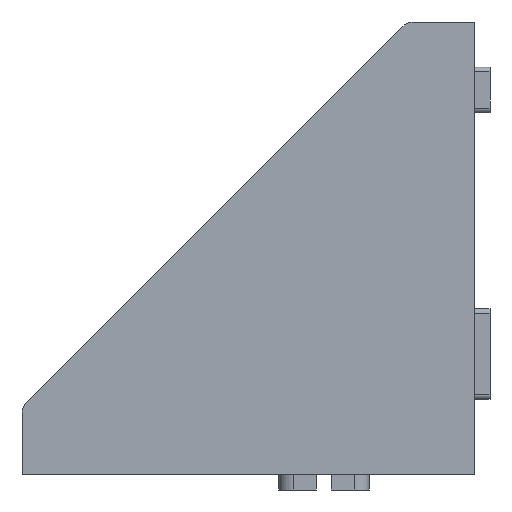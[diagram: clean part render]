
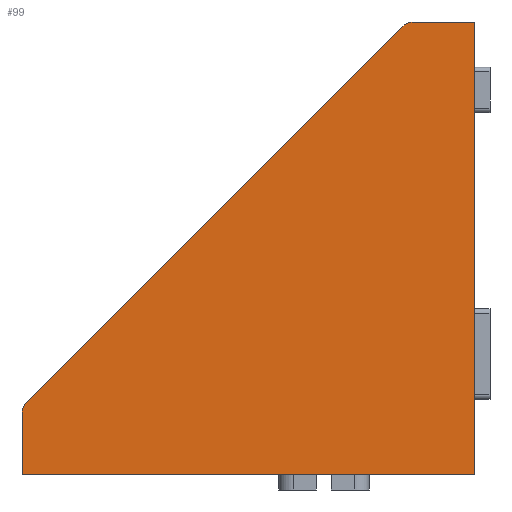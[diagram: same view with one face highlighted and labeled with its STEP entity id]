
A CAD part, left-side view. The second image highlights one B-rep face of the part: STEP entity #99.
In plain terms, the highlighted planar face has unit normal (-1, 0, 0).
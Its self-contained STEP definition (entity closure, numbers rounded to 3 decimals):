
#99 = ADVANCED_FACE( '', ( #194 ), #195, .F. );
#194 = FACE_OUTER_BOUND( '', #339, .T. );
#195 = PLANE( '', #340 );
#339 = EDGE_LOOP( '', ( #638, #639, #640, #641, #642, #643, #644 ) );
#340 = AXIS2_PLACEMENT_3D( '', #645, #646, #647 );
#638 = ORIENTED_EDGE( '', *, *, #1061, .T. );
#639 = ORIENTED_EDGE( '', *, *, #1104, .T. );
#640 = ORIENTED_EDGE( '', *, *, #1105, .F. );
#641 = ORIENTED_EDGE( '', *, *, #1106, .F. );
#642 = ORIENTED_EDGE( '', *, *, #1107, .F. );
#643 = ORIENTED_EDGE( '', *, *, #1108, .F. );
#644 = ORIENTED_EDGE( '', *, *, #1109, .F. );
#645 = CARTESIAN_POINT( '', ( -10., 0., 0. ) );
#646 = DIRECTION( '', ( 1., 0., 0. ) );
#647 = DIRECTION( '', ( 0., 0., -1. ) );
#1061 = EDGE_CURVE( '', #1292, #1289, #1293, .T. );
#1104 = EDGE_CURVE( '', #1289, #1357, #1358, .T. );
#1105 = EDGE_CURVE( '', #1359, #1357, #1360, .T. );
#1106 = EDGE_CURVE( '', #1361, #1359, #1362, .T. );
#1107 = EDGE_CURVE( '', #1363, #1361, #1364, .T. );
#1108 = EDGE_CURVE( '', #1365, #1363, #1366, .T. );
#1109 = EDGE_CURVE( '', #1292, #1365, #1367, .T. );
#1289 = VERTEX_POINT( '', #1630 );
#1292 = VERTEX_POINT( '', #1634 );
#1293 = LINE( '', #1635, #1636 );
#1357 = VERTEX_POINT( '', #1738 );
#1358 = LINE( '', #1739, #1740 );
#1359 = VERTEX_POINT( '', #1741 );
#1360 = LINE( '', #1742, #1743 );
#1361 = VERTEX_POINT( '', #1744 );
#1362 = CIRCLE( '', #1745, 1. );
#1363 = VERTEX_POINT( '', #1746 );
#1364 = LINE( '', #1747, #1748 );
#1365 = VERTEX_POINT( '', #1749 );
#1366 = CIRCLE( '', #1750, 1. );
#1367 = LINE( '', #1751, #1752 );
#1630 = CARTESIAN_POINT( '', ( -10., 0., 0. ) );
#1634 = CARTESIAN_POINT( '', ( -10., 30., 0. ) );
#1635 = CARTESIAN_POINT( '', ( -10., 0., 0. ) );
#1636 = VECTOR( '', #2051, 1. );
#1738 = CARTESIAN_POINT( '', ( -10., 0., 30. ) );
#1739 = CARTESIAN_POINT( '', ( -10., 0., 0. ) );
#1740 = VECTOR( '', #2102, 1. );
#1741 = CARTESIAN_POINT( '', ( -10., 4.086, 30. ) );
#1742 = CARTESIAN_POINT( '', ( -10., 0., 30. ) );
#1743 = VECTOR( '', #2103, 1. );
#1744 = CARTESIAN_POINT( '', ( -10., 4.793, 29.707 ) );
#1745 = AXIS2_PLACEMENT_3D( '', #2104, #2105, #2106 );
#1746 = CARTESIAN_POINT( '', ( -10., 29.707, 4.793 ) );
#1747 = CARTESIAN_POINT( '', ( -10., 29.707, 4.793 ) );
#1748 = VECTOR( '', #2107, 1. );
#1749 = CARTESIAN_POINT( '', ( -10., 30., 4.086 ) );
#1750 = AXIS2_PLACEMENT_3D( '', #2108, #2109, #2110 );
#1751 = CARTESIAN_POINT( '', ( -10., 30., 0. ) );
#1752 = VECTOR( '', #2111, 1. );
#2051 = DIRECTION( '', ( 0., -1., 0. ) );
#2102 = DIRECTION( '', ( 0., 0., 1. ) );
#2103 = DIRECTION( '', ( 0., -1., 0. ) );
#2104 = CARTESIAN_POINT( '', ( -10., 4.086, 29. ) );
#2105 = DIRECTION( '', ( 1., 0., 0. ) );
#2106 = DIRECTION( '', ( 0., 0.707, 0.707 ) );
#2107 = DIRECTION( '', ( 0., -0.707, 0.707 ) );
#2108 = CARTESIAN_POINT( '', ( -10., 29., 4.086 ) );
#2109 = DIRECTION( '', ( 1., 0., 0. ) );
#2110 = DIRECTION( '', ( 0., 1., 0. ) );
#2111 = DIRECTION( '', ( 0., 0., 1. ) );
